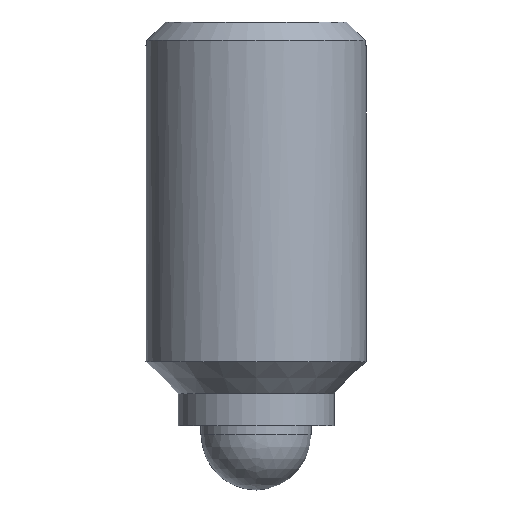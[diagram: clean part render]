
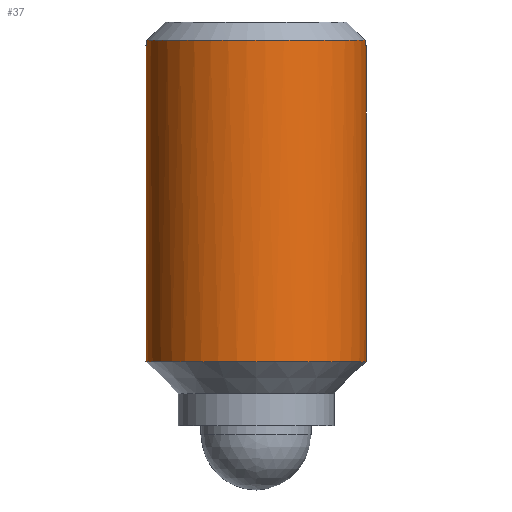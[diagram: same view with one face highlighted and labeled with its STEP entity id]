
A CAD part, left-side view. The second image highlights one B-rep face of the part: STEP entity #37.
In plain terms, the highlighted cylindrical face has radius 6 mm (diameter 12 mm), a full revolution.
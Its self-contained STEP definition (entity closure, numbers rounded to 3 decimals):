
#37 = ADVANCED_FACE( '', ( #80, #81 ), #82, .T. );
#80 = FACE_OUTER_BOUND( '', #131, .T. );
#81 = FACE_OUTER_BOUND( '', #132, .T. );
#82 = CYLINDRICAL_SURFACE( '', #133, 6. );
#131 = EDGE_LOOP( '', ( #176 ) );
#132 = EDGE_LOOP( '', ( #177, #178, #179, #180, #181, #182, #183, #184 ) );
#133 = AXIS2_PLACEMENT_3D( '', #185, #186, #187 );
#176 = ORIENTED_EDGE( '', *, *, #274, .T. );
#177 = ORIENTED_EDGE( '', *, *, #275, .F. );
#178 = ORIENTED_EDGE( '', *, *, #276, .T. );
#179 = ORIENTED_EDGE( '', *, *, #277, .F. );
#180 = ORIENTED_EDGE( '', *, *, #278, .F. );
#181 = ORIENTED_EDGE( '', *, *, #279, .F. );
#182 = ORIENTED_EDGE( '', *, *, #280, .T. );
#183 = ORIENTED_EDGE( '', *, *, #281, .F. );
#184 = ORIENTED_EDGE( '', *, *, #282, .F. );
#185 = CARTESIAN_POINT( '', ( 0., 0., 16. ) );
#186 = DIRECTION( '', ( 0., 0., -1. ) );
#187 = DIRECTION( '', ( 1., 0., 0. ) );
#274 = EDGE_CURVE( '', #310, #310, #311, .T. );
#275 = EDGE_CURVE( '', #312, #313, #314, .F. );
#276 = EDGE_CURVE( '', #312, #315, #316, .T. );
#277 = EDGE_CURVE( '', #317, #315, #318, .T. );
#278 = EDGE_CURVE( '', #319, #317, #320, .T. );
#279 = EDGE_CURVE( '', #321, #319, #322, .F. );
#280 = EDGE_CURVE( '', #321, #323, #324, .T. );
#281 = EDGE_CURVE( '', #325, #323, #326, .T. );
#282 = EDGE_CURVE( '', #313, #325, #327, .T. );
#310 = VERTEX_POINT( '', #363 );
#311 = CIRCLE( '', #364, 6. );
#312 = VERTEX_POINT( '', #365 );
#313 = VERTEX_POINT( '', #366 );
#314 = LINE( '', #367, #368 );
#315 = VERTEX_POINT( '', #369 );
#316 = CIRCLE( '', #370, 6. );
#317 = VERTEX_POINT( '', #371 );
#318 = LINE( '', #372, #373 );
#319 = VERTEX_POINT( '', #374 );
#320 = CIRCLE( '', #375, 6. );
#321 = VERTEX_POINT( '', #376 );
#322 = LINE( '', #377, #378 );
#323 = VERTEX_POINT( '', #379 );
#324 = CIRCLE( '', #380, 6. );
#325 = VERTEX_POINT( '', #381 );
#326 = LINE( '', #382, #383 );
#327 = CIRCLE( '', #384, 6. );
#363 = CARTESIAN_POINT( '', ( 6., 0., 7. ) );
#364 = AXIS2_PLACEMENT_3D( '', #435, #436, #437 );
#365 = CARTESIAN_POINT( '', ( 0.75, 5.953, 24.5 ) );
#366 = CARTESIAN_POINT( '', ( 0.75, 5.953, 24.2 ) );
#367 = CARTESIAN_POINT( '', ( 0.75, 5.953, 16. ) );
#368 = VECTOR( '', #438, 1000. );
#369 = CARTESIAN_POINT( '', ( 0.75, -5.953, 24.5 ) );
#370 = AXIS2_PLACEMENT_3D( '', #439, #440, #441 );
#371 = CARTESIAN_POINT( '', ( 0.75, -5.953, 24.2 ) );
#372 = CARTESIAN_POINT( '', ( 0.75, -5.953, 16. ) );
#373 = VECTOR( '', #442, 1000. );
#374 = CARTESIAN_POINT( '', ( -0.75, -5.953, 24.2 ) );
#375 = AXIS2_PLACEMENT_3D( '', #443, #444, #445 );
#376 = CARTESIAN_POINT( '', ( -0.75, -5.953, 24.5 ) );
#377 = CARTESIAN_POINT( '', ( -0.75, -5.953, 16. ) );
#378 = VECTOR( '', #446, 1000. );
#379 = CARTESIAN_POINT( '', ( -0.75, 5.953, 24.5 ) );
#380 = AXIS2_PLACEMENT_3D( '', #447, #448, #449 );
#381 = CARTESIAN_POINT( '', ( -0.75, 5.953, 24.2 ) );
#382 = CARTESIAN_POINT( '', ( -0.75, 5.953, 16. ) );
#383 = VECTOR( '', #450, 1000. );
#384 = AXIS2_PLACEMENT_3D( '', #451, #452, #453 );
#435 = CARTESIAN_POINT( '', ( 0., 0., 7. ) );
#436 = DIRECTION( '', ( 0., 0., 1. ) );
#437 = DIRECTION( '', ( 1., 0., 0. ) );
#438 = DIRECTION( '', ( 0., 0., 1. ) );
#439 = CARTESIAN_POINT( '', ( 0., 0., 24.5 ) );
#440 = DIRECTION( '', ( 0., 0., -1. ) );
#441 = DIRECTION( '', ( -1., 0., 0. ) );
#442 = DIRECTION( '', ( 0., 0., 1. ) );
#443 = CARTESIAN_POINT( '', ( 0., 0., 24.2 ) );
#444 = DIRECTION( '', ( 0., 0., 1. ) );
#445 = DIRECTION( '', ( 1., 0., 0. ) );
#446 = DIRECTION( '', ( 0., 0., 1. ) );
#447 = CARTESIAN_POINT( '', ( 0., 0., 24.5 ) );
#448 = DIRECTION( '', ( 0., 0., -1. ) );
#449 = DIRECTION( '', ( -1., 0., 0. ) );
#450 = DIRECTION( '', ( 0., 0., 1. ) );
#451 = CARTESIAN_POINT( '', ( 0., 0., 24.2 ) );
#452 = DIRECTION( '', ( 0., 0., 1. ) );
#453 = DIRECTION( '', ( 1., 0., 0. ) );
